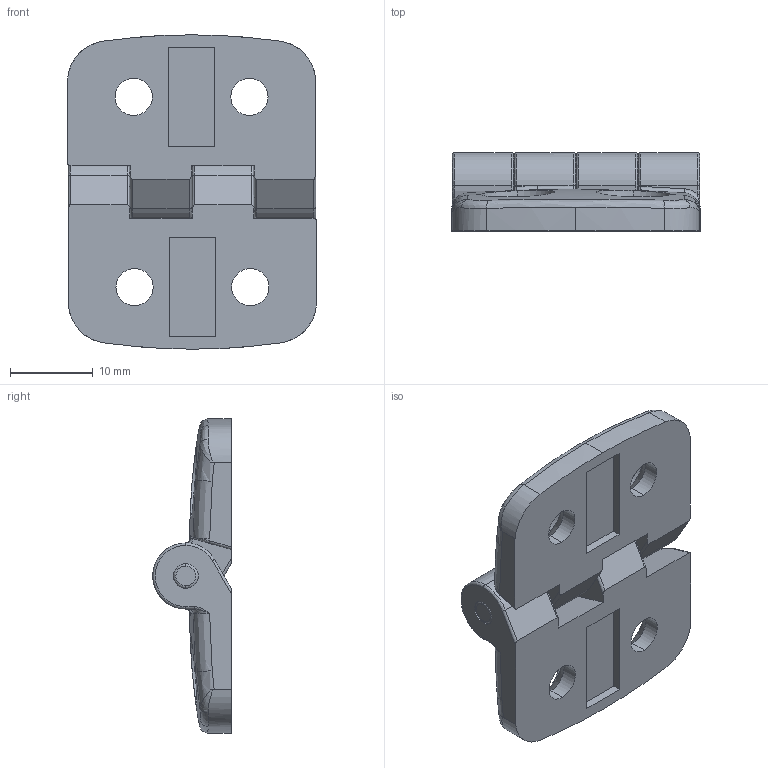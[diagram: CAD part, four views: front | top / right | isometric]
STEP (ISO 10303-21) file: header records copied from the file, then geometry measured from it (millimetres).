
FILE_DESCRIPTION (( 'STEP AP214' ), '1' );
FILE_NAME ('6226730', '2019-01-28T17:04:53', ( '' ), ('JUGARD+KÜNSTNER GmbH'), 'SwSTEP 2.0', 'SolidWorks 2017', '' );
FILE_SCHEMA (( 'AUTOMOTIVE_DESIGN' ));
Length unit declared in the file: millimetre
Products named in the file (3): 6226730; Part2; Part3
Assembly tree (3 placements, depth 2):
  6226730
    Part2  x2
    Part3
Bounding box: 30.1 x 9.5 x 38 mm (x, y, z)
Volume: 4878.1 mm3; surface area: 4084.9 mm2
Topology: 3 solids, 3 shells, 172 faces, 440 edges, 270 vertices
Faces by surface type: bspline 66, cylinder 58, plane 40, cone 8
Entity records: 5169 total; most frequent: CARTESIAN_POINT 2195, ORIENTED_EDGE 452, DIRECTION 314, EDGE_CURVE 226, VERTEX_POINT 139, AXIS2_PLACEMENT_3D 122, EDGE_LOOP 97, UNCERTAINTY_MEASURE_WITH_UNIT 97
